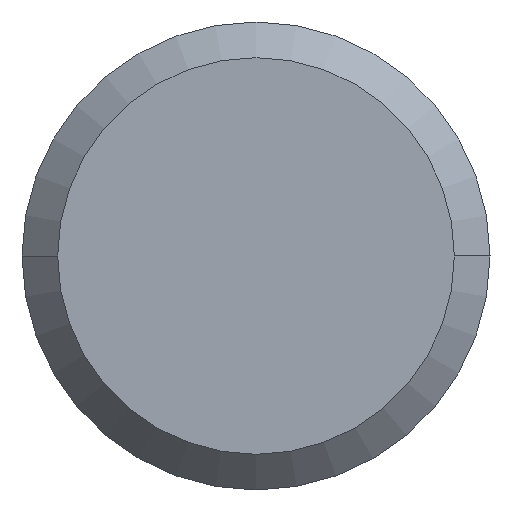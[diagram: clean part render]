
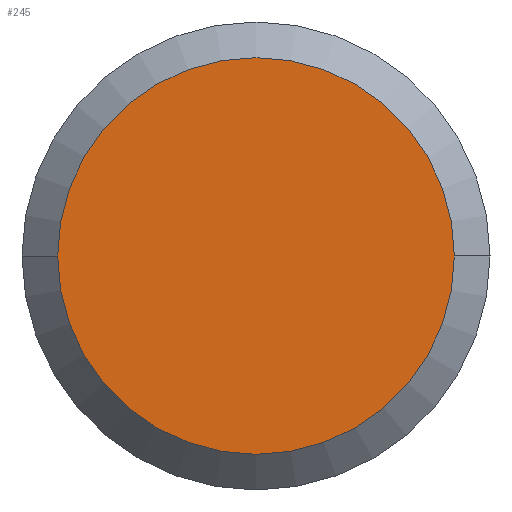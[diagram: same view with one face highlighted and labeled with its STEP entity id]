
A CAD part, left-side view. The second image highlights one B-rep face of the part: STEP entity #245.
In plain terms, the highlighted planar face has unit normal (-1, 0, 0).
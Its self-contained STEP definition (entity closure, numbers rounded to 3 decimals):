
#9 = CIRCLE ( 'NONE', #197, 4.238 ) ;
#12 = AXIS2_PLACEMENT_3D ( 'NONE', #292, #232, #323 ) ;
#30 = CARTESIAN_POINT ( 'NONE',  ( 0., 4.238, 0. ) ) ;
#58 = CARTESIAN_POINT ( 'NONE',  ( 0., 0., 0. ) ) ;
#71 = AXIS2_PLACEMENT_3D ( 'NONE', #194, #415, #414 ) ;
#76 = EDGE_LOOP ( 'NONE', ( #269, #97 ) ) ;
#97 = ORIENTED_EDGE ( 'NONE', *, *, #371, .F. ) ;
#167 = CIRCLE ( 'NONE', #71, 4.238 ) ;
#170 = VERTEX_POINT ( 'NONE', #30 ) ;
#172 = FACE_OUTER_BOUND ( 'NONE', #76, .T. ) ;
#190 = CARTESIAN_POINT ( 'NONE',  ( 0., -4.238, 0. ) ) ;
#194 = CARTESIAN_POINT ( 'NONE',  ( 0., 0., 0. ) ) ;
#197 = AXIS2_PLACEMENT_3D ( 'NONE', #58, #380, #283 ) ;
#211 = VERTEX_POINT ( 'NONE', #190 ) ;
#226 = EDGE_CURVE ( 'NONE', #170, #211, #167, .T. ) ;
#232 = DIRECTION ( 'NONE',  ( -1., 0., 0. ) ) ;
#245 = ADVANCED_FACE ( 'NONE', ( #172 ), #327, .T. ) ;
#269 = ORIENTED_EDGE ( 'NONE', *, *, #226, .F. ) ;
#283 = DIRECTION ( 'NONE',  ( 0., 1., 0. ) ) ;
#292 = CARTESIAN_POINT ( 'NONE',  ( 0., 0., 0. ) ) ;
#323 = DIRECTION ( 'NONE',  ( 0., -1., 0. ) ) ;
#327 = PLANE ( 'NONE',  #12 ) ;
#371 = EDGE_CURVE ( 'NONE', #211, #170, #9, .T. ) ;
#380 = DIRECTION ( 'NONE',  ( 1., 0., 0. ) ) ;
#414 = DIRECTION ( 'NONE',  ( 0., 1., 0. ) ) ;
#415 = DIRECTION ( 'NONE',  ( 1., 0., 0. ) ) ;
